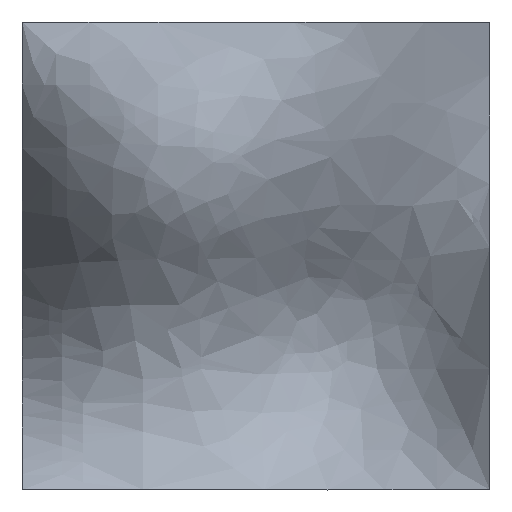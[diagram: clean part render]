
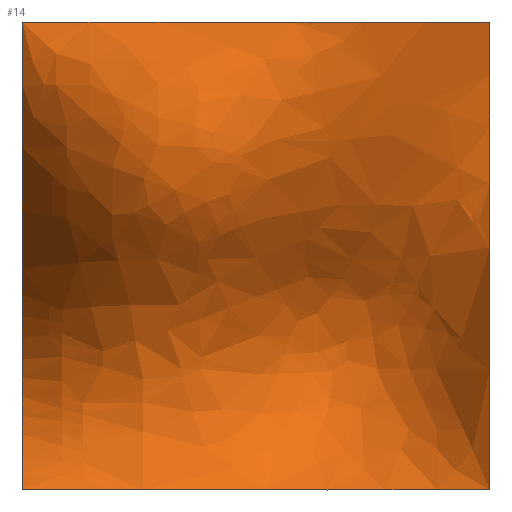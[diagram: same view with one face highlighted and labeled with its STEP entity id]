
A CAD part, top view. The second image highlights one B-rep face of the part: STEP entity #14.
In plain terms, the highlighted free-form (B-spline) face has degree [2, 2] with [4, 4] control points.
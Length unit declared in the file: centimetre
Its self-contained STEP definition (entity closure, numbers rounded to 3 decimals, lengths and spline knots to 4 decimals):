
#14=ADVANCED_FACE('',(#15),#33,.T.);
#15=FACE_OUTER_BOUND('',#16,.T.);
#16=EDGE_LOOP('',(#17,#18,#19,#20));
#17=ORIENTED_EDGE('',*,*,#21,.T.);
#18=ORIENTED_EDGE('',*,*,#22,.T.);
#19=ORIENTED_EDGE('',*,*,#23,.T.);
#20=ORIENTED_EDGE('',*,*,#24,.T.);
#21=EDGE_CURVE('',#29,#30,#25,.T.);
#22=EDGE_CURVE('',#30,#31,#26,.T.);
#23=EDGE_CURVE('',#31,#32,#27,.T.);
#24=EDGE_CURVE('',#32,#29,#28,.T.);
#25=B_SPLINE_CURVE_WITH_KNOTS('',2,(#148,#149,#150,#151),.UNSPECIFIED.,
 .F.,.F.,(3,1,3),(0.,50.,100.),.UNSPECIFIED.);
#26=B_SPLINE_CURVE_WITH_KNOTS('',2,(#152,#153,#154,#155),.UNSPECIFIED.,
 .F.,.F.,(3,1,3),(0.,50.,100.),.UNSPECIFIED.);
#27=B_SPLINE_CURVE_WITH_KNOTS('',2,(#156,#157,#158,#159),.UNSPECIFIED.,
 .F.,.F.,(3,1,3),(-100.,-50.,0.),.UNSPECIFIED.);
#28=B_SPLINE_CURVE_WITH_KNOTS('',2,(#160,#161,#162,#163),.UNSPECIFIED.,
 .F.,.F.,(3,1,3),(-100.,-50.,0.),.UNSPECIFIED.);
#29=VERTEX_POINT('',#144);
#30=VERTEX_POINT('',#145);
#31=VERTEX_POINT('',#146);
#32=VERTEX_POINT('',#147);
#33=B_SPLINE_SURFACE_WITH_KNOTS('',2,2,((#128,#129,#130,#131),(#132,#133,
#134,#135),(#136,#137,#138,#139),(#140,#141,#142,#143)),.UNSPECIFIED.,.F.,
 .F.,.F.,(3,1,3),(3,1,3),(0.,50.,100.),(0.,50.,100.),.UNSPECIFIED.);
#128=CARTESIAN_POINT('',(0.,0.,0.));
#129=CARTESIAN_POINT('',(0.,25.,-30.));
#130=CARTESIAN_POINT('',(0.,75.,0.));
#131=CARTESIAN_POINT('',(0.,100.,0.));
#132=CARTESIAN_POINT('',(25.,0.,0.));
#133=CARTESIAN_POINT('',(25.,25.,0.));
#134=CARTESIAN_POINT('',(25.,75.,40.));
#135=CARTESIAN_POINT('',(25.,100.,0.));
#136=CARTESIAN_POINT('',(75.,0.,-10.));
#137=CARTESIAN_POINT('',(75.,25.,-50.));
#138=CARTESIAN_POINT('',(75.,75.,0.));
#139=CARTESIAN_POINT('',(75.,100.,10.));
#140=CARTESIAN_POINT('',(100.,0.,0.));
#141=CARTESIAN_POINT('',(100.,25.,0.));
#142=CARTESIAN_POINT('',(100.,75.,-10.));
#143=CARTESIAN_POINT('',(100.,100.,0.));
#144=CARTESIAN_POINT('',(0.,0.,0.));
#145=CARTESIAN_POINT('',(100.,0.,0.));
#146=CARTESIAN_POINT('',(100.,100.,0.));
#147=CARTESIAN_POINT('',(0.,100.,0.));
#148=CARTESIAN_POINT('',(0.,0.,0.));
#149=CARTESIAN_POINT('',(25.,0.,0.));
#150=CARTESIAN_POINT('',(75.,0.,-10.));
#151=CARTESIAN_POINT('',(100.,0.,0.));
#152=CARTESIAN_POINT('',(100.,0.,0.));
#153=CARTESIAN_POINT('',(100.,25.,0.));
#154=CARTESIAN_POINT('',(100.,75.,-10.));
#155=CARTESIAN_POINT('',(100.,100.,0.));
#156=CARTESIAN_POINT('',(100.,100.,0.));
#157=CARTESIAN_POINT('',(75.,100.,10.));
#158=CARTESIAN_POINT('',(25.,100.,0.));
#159=CARTESIAN_POINT('',(0.,100.,0.));
#160=CARTESIAN_POINT('',(0.,100.,0.));
#161=CARTESIAN_POINT('',(0.,75.,0.));
#162=CARTESIAN_POINT('',(0.,25.,-30.));
#163=CARTESIAN_POINT('',(0.,0.,0.));
